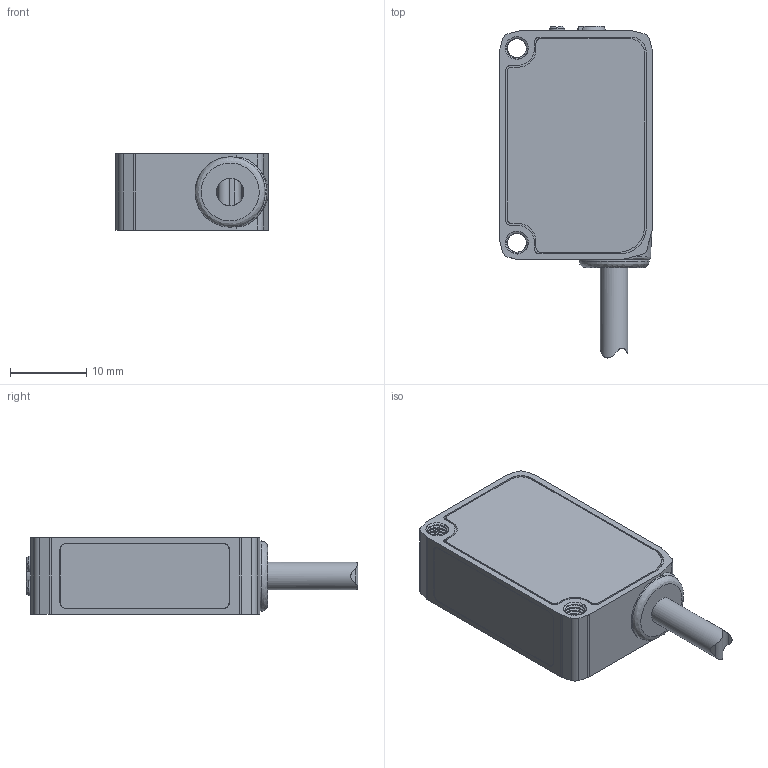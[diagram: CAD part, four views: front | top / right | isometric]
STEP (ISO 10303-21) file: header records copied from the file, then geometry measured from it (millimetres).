
FILE_DESCRIPTION (( 'STEP AP214' ), '1' );
FILE_NAME ('TRR-C23PA-PMK-101.STEP', '2022-04-06T18:29:47', ( '' ), ( '' ), 'SwSTEP 2.0', 'SolidWorks 2021', '' );
FILE_SCHEMA (( 'AUTOMOTIVE_DESIGN' ));
Length unit declared in the file: inch
Products named in the file (1): TRR-C23PA-PMK-101
Bounding box: 20 x 43.5 x 10 mm (x, y, z)
Volume: 5982.5 mm3; surface area: 2679.5 mm2
Topology: 1 solids, 1 shells, 274 faces, 743 edges, 484 vertices
Faces by surface type: cylinder 136, plane 91, bspline 34, cone 13
Full cylindrical faces by diameter (mm): 2 x2, 3.6 x3, 3.7 x1, 9.2 x1
Entity records: 22227 total; most frequent: CARTESIAN_POINT 15937, ORIENTED_EDGE 1450, DIRECTION 1057, EDGE_CURVE 725, VERTEX_POINT 476, AXIS2_PLACEMENT_3D 365, LINE 327, VECTOR 327
